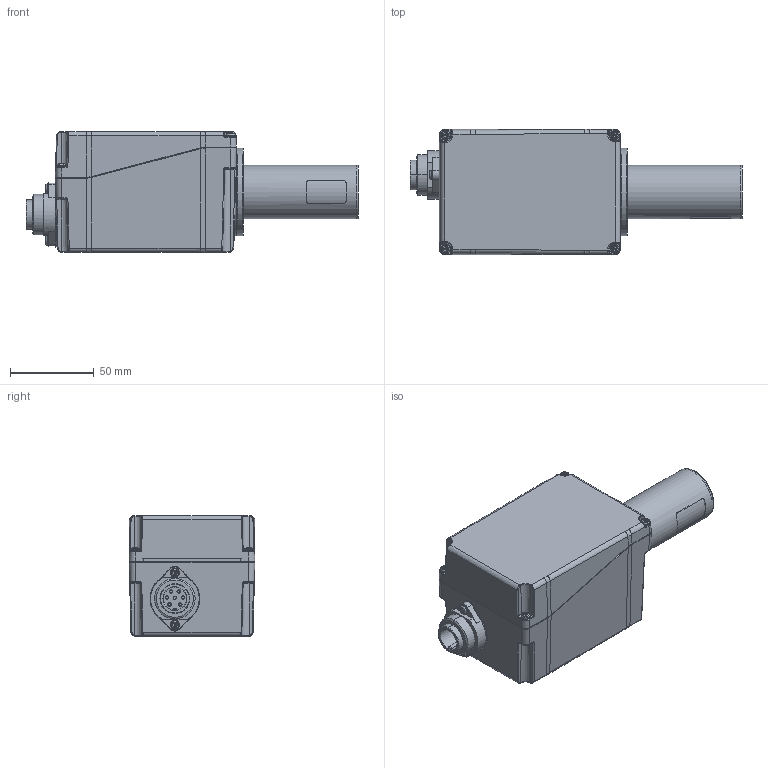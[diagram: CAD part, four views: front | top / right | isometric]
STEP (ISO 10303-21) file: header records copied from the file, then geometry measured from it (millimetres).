
FILE_DESCRIPTION(/* description */ (''),/* implementation_level */ '2;1');
FILE_NAME(/* name */ 'QRA751',/* time_stamp */ '2007-12-06T13:14:50+01:00',/* author */ (''),/* organization */ (''),/* preprocessor_version */ 'ST-DEVELOPER v9',/* originating_system */ 'UGS - NX 3.0',/* authorisation */ '');
FILE_SCHEMA (('AUTOMOTIVE_DESIGN { 1 0 10303 214 1 1 1 1 }'));
Length unit declared in the file: millimetre
Products named in the file (1): birk8D3Emb7v
Bounding box: 198 x 74.99 x 72 mm (x, y, z)
Volume: 628051.6 mm3; surface area: 53897.5 mm2
Topology: 1 solids, 16 shells, 757 faces, 1824 edges, 1132 vertices
Faces by surface type: plane 333, cylinder 201, bspline 84, cone 72, torus 43, extrusion 24
Full cylindrical faces by diameter (mm): 3 x6, 3.4 x3, 5.3 x4, 5.6 x8, 31 x1, 31.1 x1, 32 x1, 52 x1
Entity records: 28981 total; most frequent: CARTESIAN_POINT 12101, ORIENTED_EDGE 3514, DIRECTION 3403, EDGE_CURVE 1757, AXIS2_PLACEMENT_3D 1258, VERTEX_POINT 1106, VECTOR 887, LINE 863
